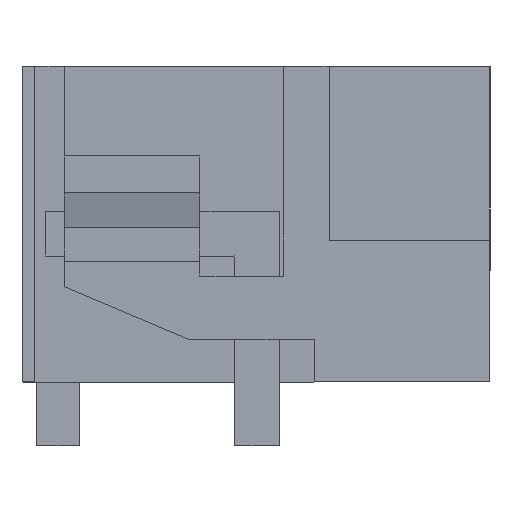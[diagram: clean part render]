
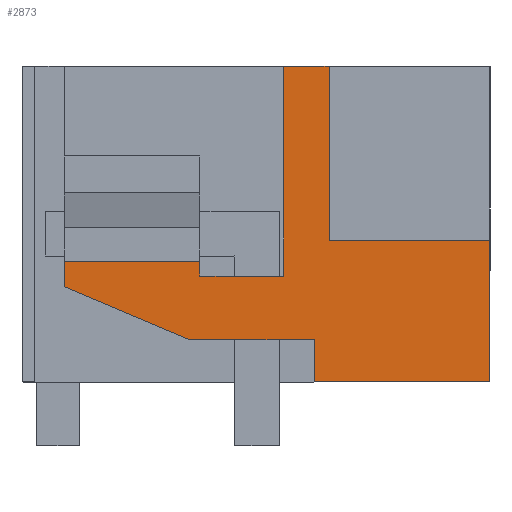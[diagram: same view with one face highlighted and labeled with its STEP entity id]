
A CAD part, left-side view. The second image highlights one B-rep face of the part: STEP entity #2873.
In plain terms, the highlighted planar face has unit normal (-1, 0, 0).
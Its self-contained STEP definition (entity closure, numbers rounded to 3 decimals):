
#2799=AXIS2_PLACEMENT_3D('Plane Axis2P3D',#2796,#2797,#2798) ;
#1177=CARTESIAN_POINT('Vertex',(0.,4.875,8.95)) ;
#1180=CARTESIAN_POINT('Line Origine',(0.,4.338,8.95)) ;
#1184=CARTESIAN_POINT('Vertex',(0.,3.8,8.95)) ;
#1581=CARTESIAN_POINT('Vertex',(0.,0.,1.5)) ;
#1584=CARTESIAN_POINT('Line Origine',(0.,2.075,1.5)) ;
#1588=CARTESIAN_POINT('Vertex',(0.,4.15,1.5)) ;
#2602=CARTESIAN_POINT('Vertex',(0.,10.05,3.75)) ;
#2605=CARTESIAN_POINT('Line Origine',(0.,10.05,4.05)) ;
#2609=CARTESIAN_POINT('Vertex',(0.,10.05,4.35)) ;
#2781=CARTESIAN_POINT('Vertex',(0.,4.875,4.)) ;
#2784=CARTESIAN_POINT('Line Origine',(0.,4.875,6.475)) ;
#2796=CARTESIAN_POINT('Axis2P3D Location',(0.,11.05,-1.7)) ;
#2801=CARTESIAN_POINT('Line Origine',(0.,5.863,4.)) ;
#2805=CARTESIAN_POINT('Vertex',(0.,6.85,4.)) ;
#2808=CARTESIAN_POINT('Line Origine',(0.,6.85,4.175)) ;
#2812=CARTESIAN_POINT('Vertex',(0.,6.85,4.35)) ;
#2815=CARTESIAN_POINT('Line Origine',(0.,8.45,4.35)) ;
#2820=CARTESIAN_POINT('Line Origine',(0.,8.571,3.123)) ;
#2824=CARTESIAN_POINT('Vertex',(0.,7.092,2.497)) ;
#2827=CARTESIAN_POINT('Line Origine',(0.,5.621,2.497)) ;
#2831=CARTESIAN_POINT('Vertex',(0.,4.15,2.497)) ;
#2834=CARTESIAN_POINT('Line Origine',(0.,4.15,1.998)) ;
#2839=CARTESIAN_POINT('Line Origine',(0.,0.,3.175)) ;
#2843=CARTESIAN_POINT('Vertex',(0.,0.,4.85)) ;
#2846=CARTESIAN_POINT('Line Origine',(0.,1.9,4.85)) ;
#2850=CARTESIAN_POINT('Vertex',(0.,3.8,4.85)) ;
#2853=CARTESIAN_POINT('Line Origine',(0.,3.8,6.9)) ;
#1181=DIRECTION('Vector Direction',(0.,-1.,0.)) ;
#1585=DIRECTION('Vector Direction',(0.,1.,0.)) ;
#2606=DIRECTION('Vector Direction',(0.,0.,-1.)) ;
#2785=DIRECTION('Vector Direction',(0.,0.,1.)) ;
#2797=DIRECTION('Axis2P3D Direction',(-1.,0.,0.)) ;
#2798=DIRECTION('Axis2P3D XDirection',(0.,-1.,0.)) ;
#2802=DIRECTION('Vector Direction',(0.,1.,0.)) ;
#2809=DIRECTION('Vector Direction',(0.,0.,1.)) ;
#2816=DIRECTION('Vector Direction',(0.,1.,0.)) ;
#2821=DIRECTION('Vector Direction',(0.,0.921,0.39)) ;
#2828=DIRECTION('Vector Direction',(0.,-1.,0.)) ;
#2835=DIRECTION('Vector Direction',(0.,0.,-1.)) ;
#2840=DIRECTION('Vector Direction',(0.,0.,-1.)) ;
#2847=DIRECTION('Vector Direction',(0.,1.,0.)) ;
#2854=DIRECTION('Vector Direction',(0.,0.,-1.)) ;
#1182=VECTOR('Line Direction',#1181,1.) ;
#1586=VECTOR('Line Direction',#1585,1.) ;
#2607=VECTOR('Line Direction',#2606,1.) ;
#2786=VECTOR('Line Direction',#2785,1.) ;
#2803=VECTOR('Line Direction',#2802,1.) ;
#2810=VECTOR('Line Direction',#2809,1.) ;
#2817=VECTOR('Line Direction',#2816,1.) ;
#2822=VECTOR('Line Direction',#2821,1.) ;
#2829=VECTOR('Line Direction',#2828,1.) ;
#2836=VECTOR('Line Direction',#2835,1.) ;
#2841=VECTOR('Line Direction',#2840,1.) ;
#2848=VECTOR('Line Direction',#2847,1.) ;
#2855=VECTOR('Line Direction',#2854,1.) ;
#2859=ORIENTED_EDGE('',*,*,#1186,.T.) ;
#2860=ORIENTED_EDGE('',*,*,#2788,.T.) ;
#2861=ORIENTED_EDGE('',*,*,#2807,.T.) ;
#2862=ORIENTED_EDGE('',*,*,#2814,.T.) ;
#2863=ORIENTED_EDGE('',*,*,#2819,.T.) ;
#2864=ORIENTED_EDGE('',*,*,#2611,.T.) ;
#2865=ORIENTED_EDGE('',*,*,#2826,.T.) ;
#2866=ORIENTED_EDGE('',*,*,#2833,.T.) ;
#2867=ORIENTED_EDGE('',*,*,#2838,.T.) ;
#2868=ORIENTED_EDGE('',*,*,#1590,.T.) ;
#2869=ORIENTED_EDGE('',*,*,#2845,.T.) ;
#2870=ORIENTED_EDGE('',*,*,#2852,.F.) ;
#2871=ORIENTED_EDGE('',*,*,#2857,.F.) ;
#2873=ADVANCED_FACE('HOUSING',(#2872),#2800,.T.) ;
#1186=EDGE_CURVE('',#1185,#1178,#1183,.F.) ;
#1590=EDGE_CURVE('',#1589,#1582,#1587,.F.) ;
#2611=EDGE_CURVE('',#2610,#2603,#2608,.T.) ;
#2788=EDGE_CURVE('',#1178,#2782,#2787,.F.) ;
#2807=EDGE_CURVE('',#2782,#2806,#2804,.T.) ;
#2814=EDGE_CURVE('',#2806,#2813,#2811,.T.) ;
#2819=EDGE_CURVE('',#2813,#2610,#2818,.T.) ;
#2826=EDGE_CURVE('',#2603,#2825,#2823,.F.) ;
#2833=EDGE_CURVE('',#2825,#2832,#2830,.T.) ;
#2838=EDGE_CURVE('',#2832,#1589,#2837,.T.) ;
#2845=EDGE_CURVE('',#1582,#2844,#2842,.F.) ;
#2852=EDGE_CURVE('',#2851,#2844,#2849,.F.) ;
#2857=EDGE_CURVE('',#1185,#2851,#2856,.T.) ;
#2858=EDGE_LOOP('',(#2859,#2860,#2861,#2862,#2863,#2864,#2865,#2866,#2867,#2868,#2869,#2870,#2871)) ;
#2872=FACE_OUTER_BOUND('',#2858,.T.) ;
#1183=LINE('Line',#1180,#1182) ;
#1587=LINE('Line',#1584,#1586) ;
#2608=LINE('Line',#2605,#2607) ;
#2787=LINE('Line',#2784,#2786) ;
#2804=LINE('Line',#2801,#2803) ;
#2811=LINE('Line',#2808,#2810) ;
#2818=LINE('Line',#2815,#2817) ;
#2823=LINE('Line',#2820,#2822) ;
#2830=LINE('Line',#2827,#2829) ;
#2837=LINE('Line',#2834,#2836) ;
#2842=LINE('Line',#2839,#2841) ;
#2849=LINE('Line',#2846,#2848) ;
#2856=LINE('Line',#2853,#2855) ;
#2800=PLANE('',#2799) ;
#1178=VERTEX_POINT('',#1177) ;
#1185=VERTEX_POINT('',#1184) ;
#1582=VERTEX_POINT('',#1581) ;
#1589=VERTEX_POINT('',#1588) ;
#2603=VERTEX_POINT('',#2602) ;
#2610=VERTEX_POINT('',#2609) ;
#2782=VERTEX_POINT('',#2781) ;
#2806=VERTEX_POINT('',#2805) ;
#2813=VERTEX_POINT('',#2812) ;
#2825=VERTEX_POINT('',#2824) ;
#2832=VERTEX_POINT('',#2831) ;
#2844=VERTEX_POINT('',#2843) ;
#2851=VERTEX_POINT('',#2850) ;
